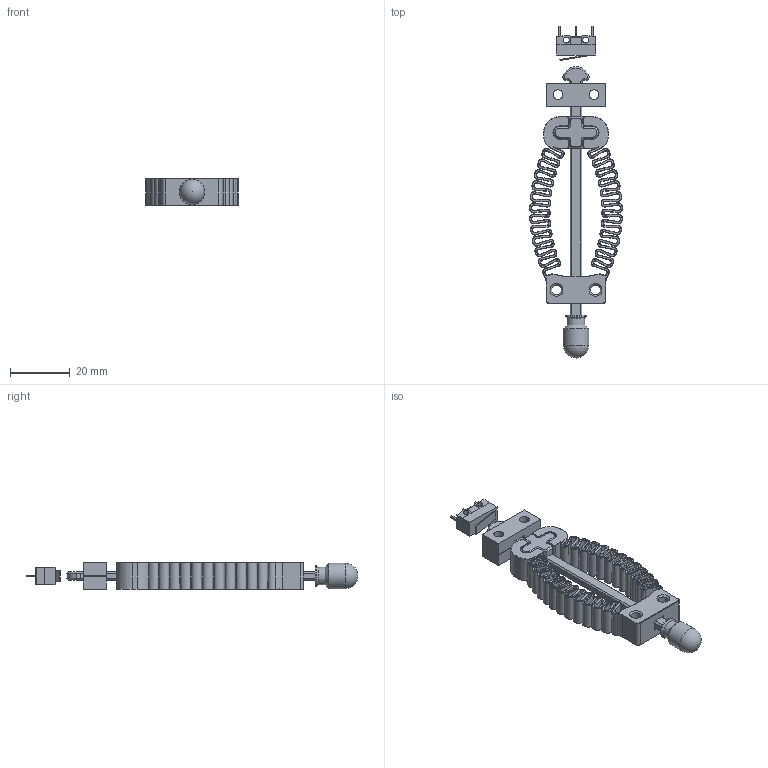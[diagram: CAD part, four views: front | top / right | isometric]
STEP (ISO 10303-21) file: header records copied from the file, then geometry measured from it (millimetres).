
FILE_DESCRIPTION(/* description */ ('','CAx-IF Rec.Pracs.---Representation and Presentation of Product Manufacturing Information (PMI)---4.0---2014-10-13'),/* implementation_level */ '2;1');
FILE_NAME(/* name */ 'Leg spring assembly v18.step',/* time_stamp */ '2025-02-26T13:05:18+01:00',/* author */ (''),/* organization */ (''),/* preprocessor_version */ 'ST-DEVELOPER v20',/* originating_system */ 'Autodesk Translation Framework v13.20.0.188',/* authorisation */ '');
FILE_SCHEMA (('AP242_MANAGED_MODEL_BASED_3D_ENGINEERING_MIM_LF { 1 0 10303 442 1 1 4 }'));
Length unit declared in the file: millimetre
Products named in the file (5): Leg spring assembly; endstop switch v1; spring; holder; TPU cap
Assembly tree (4 placements, depth 2):
  Leg spring assembly
    endstop switch v1
    spring
    holder
    TPU cap
Bounding box: 31.07 x 110.97 x 9 mm (x, y, z)
Volume: 8744.3 mm3; surface area: 13129.5 mm2
Topology: 7 solids, 7 shells, 1061 faces, 2656 edges, 1612 vertices
Faces by surface type: plane 610, bspline 304, cone 80, cylinder 66, sphere 1
Full cylindrical faces by diameter (mm): 2 x2, 3.3 x6, 6 x1, 7 x1, 8.5 x1
Entity records: 43332 total; most frequent: CARTESIAN_POINT 20009, ORIENTED_EDGE 5310, DIRECTION 3853, EDGE_CURVE 2655, LINE 1889, VECTOR 1889, VERTEX_POINT 1612, EDGE_LOOP 1085
